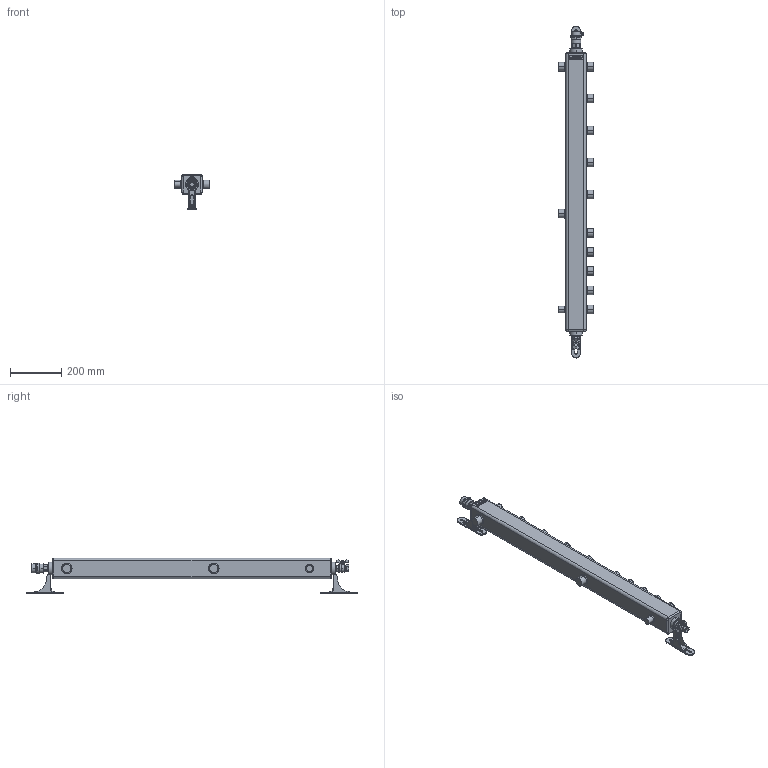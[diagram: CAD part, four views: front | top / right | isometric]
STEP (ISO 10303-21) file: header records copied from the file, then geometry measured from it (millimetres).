
FILE_DESCRIPTION (( 'STEP AP214' ), '1' );
FILE_NAME ('TGR-60-25x5+K.TGR.STEP', '2017-01-05T12:25:53', ( '' ), ( '' ), 'SwSTEP 2.0', 'SolidWorks 2015', '' );
FILE_SCHEMA (( 'AUTOMOTIVE_DESIGN' ));
Length unit declared in the file: millimetre
Products named in the file (5): TGR-60-25x5+K.TGR; K.TGR_K.TGR; FAR 2044 12 GAISER àâò. âîçäóõîîòâîä÷èê ñ áîêîâûì âûïóñêîì ñ îáð. êëàïàíîì (õðîì); TGR-60-25x_.01_TGR-60-25x5; Êðàí øàðîâûé DN-15 ÂÐ-ÂÐ (áàáî÷êà)
Assembly tree (5 placements, depth 2):
  TGR-60-25x5+K.TGR
    TGR-60-25x_.01_TGR-60-25x5
    K.TGR_K.TGR  x2
    FAR 2044 12 GAISER àâò. âîçäóõîîòâîä÷èê ñ áîêîâûì âûïóñêîì ñ îáð. êëàïàíîì (õðîì)
    Êðàí øàðîâûé DN-15 ÂÐ-ÂÐ (áàáî÷êà)
Bounding box: 140 x 1298.78 x 140.5 mm (x, y, z)
Volume: 7441890.9 mm3; surface area: 463072 mm2
Topology: 7 solids, 7 shells, 1332 faces, 3475 edges, 2183 vertices
Faces by surface type: bspline 438, plane 428, cylinder 246, cone 133, torus 71, sphere 16
Entity records: 46259 total; most frequent: CARTESIAN_POINT 16666, ORIENTED_EDGE 6178, DIRECTION 4195, EDGE_CURVE 3089, VERTEX_POINT 1970, AXIS2_PLACEMENT_3D 1403, LINE 1389, VECTOR 1389
